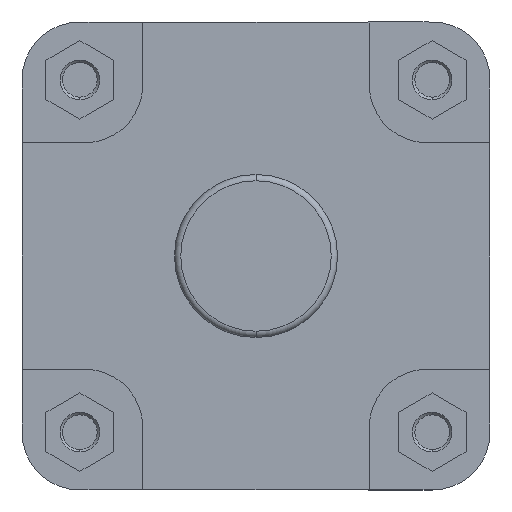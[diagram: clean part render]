
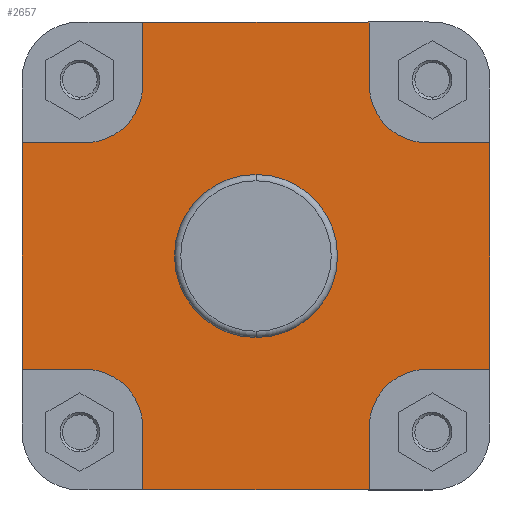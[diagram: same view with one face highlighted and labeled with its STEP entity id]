
A CAD part, left-side view. The second image highlights one B-rep face of the part: STEP entity #2657.
In plain terms, the highlighted planar face has unit normal (-1, 0, 0).
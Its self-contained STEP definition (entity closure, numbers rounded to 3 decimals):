
#1193 = FACE_OUTER_BOUND ( 'NONE', #2555, .T. ) ;
#1200 = FACE_BOUND ( 'NONE', #2494, .T. ) ;
#2185 = CIRCLE ( 'NONE', #6150, 32.4 ) ;
#2218 = LINE ( 'NONE', #4307, #2223 ) ;
#2219 = LINE ( 'NONE', #4305, #2222 ) ;
#2221 = CIRCLE ( 'NONE', #6159, 23. ) ;
#2222 = VECTOR ( 'NONE', #4308, 1000. ) ;
#2223 = VECTOR ( 'NONE', #4310, 1000. ) ;
#2229 = CIRCLE ( 'NONE', #6157, 23. ) ;
#2246 = VECTOR ( 'NONE', #4346, 1000. ) ;
#2252 = LINE ( 'NONE', #4338, #2246 ) ;
#2253 = CIRCLE ( 'NONE', #6163, 23. ) ;
#2258 = LINE ( 'NONE', #4353, #2259 ) ;
#2259 = VECTOR ( 'NONE', #4354, 1000. ) ;
#2260 = LINE ( 'NONE', #4355, #2261 ) ;
#2261 = VECTOR ( 'NONE', #4356, 1000. ) ;
#2284 = LINE ( 'NONE', #4389, #2285 ) ;
#2285 = VECTOR ( 'NONE', #4390, 1000. ) ;
#2323 = VECTOR ( 'NONE', #4459, 1000. ) ;
#2325 = LINE ( 'NONE', #4458, #2323 ) ;
#2371 = CIRCLE ( 'NONE', #6183, 23. ) ;
#2399 = LINE ( 'NONE', #4539, #2400 ) ;
#2400 = VECTOR ( 'NONE', #4540, 1000. ) ;
#2419 = LINE ( 'NONE', #4559, #2420 ) ;
#2420 = VECTOR ( 'NONE', #4560, 1000. ) ;
#2429 = CIRCLE ( 'NONE', #6186, 32.4 ) ;
#2430 = LINE ( 'NONE', #4572, #2431 ) ;
#2431 = VECTOR ( 'NONE', #4573, 1000. ) ;
#2440 = LINE ( 'NONE', #4585, #2441 ) ;
#2441 = VECTOR ( 'NONE', #4586, 1000. ) ;
#2459 = LINE ( 'NONE', #4614, #2460 ) ;
#2460 = VECTOR ( 'NONE', #4615, 1000. ) ;
#2494 = EDGE_LOOP ( 'NONE', ( #5182, #5147 ) ) ;
#2555 = EDGE_LOOP ( 'NONE', ( #5146, #5134, #5131, #5177, #5178, #5174, #5173, #5155, #5136, #5129, #5179, #5156, #5153, #5159, #5158, #5157 ) ) ;
#2657 = ADVANCED_FACE ( 'NONE', ( #1200, #1193 ), #6865, .F. ) ;
#4256 = CARTESIAN_POINT ( 'NONE',  ( 55., 0., 0. ) ) ;
#4258 = DIRECTION ( 'NONE',  ( -1., 0., 0. ) ) ;
#4259 = DIRECTION ( 'NONE',  ( 0., 0., 1. ) ) ;
#4302 = CARTESIAN_POINT ( 'NONE',  ( 55., -68., -68. ) ) ;
#4303 = DIRECTION ( 'NONE',  ( -1., 0., 0. ) ) ;
#4304 = DIRECTION ( 'NONE',  ( 0., 0., -1. ) ) ;
#4305 = CARTESIAN_POINT ( 'NONE',  ( 55., -45., -68. ) ) ;
#4307 = CARTESIAN_POINT ( 'NONE',  ( 55., -204.741, -93. ) ) ;
#4308 = DIRECTION ( 'NONE',  ( 0., 0., -1. ) ) ;
#4310 = DIRECTION ( 'NONE',  ( 0., -1., 0. ) ) ;
#4313 = CARTESIAN_POINT ( 'NONE',  ( 55., 68., 68. ) ) ;
#4314 = DIRECTION ( 'NONE',  ( -1., 0., 0. ) ) ;
#4315 = DIRECTION ( 'NONE',  ( 0., 0., -1. ) ) ;
#4338 = CARTESIAN_POINT ( 'NONE',  ( 55., 93., 0. ) ) ;
#4341 = CARTESIAN_POINT ( 'NONE',  ( 55., -68., 68. ) ) ;
#4343 = DIRECTION ( 'NONE',  ( -1., 0., 0. ) ) ;
#4344 = DIRECTION ( 'NONE',  ( 0., 0., -1. ) ) ;
#4346 = DIRECTION ( 'NONE',  ( 0., 0., 1. ) ) ;
#4353 = CARTESIAN_POINT ( 'NONE',  ( 55., -93., 0. ) ) ;
#4354 = DIRECTION ( 'NONE',  ( 0., 0., 1. ) ) ;
#4355 = CARTESIAN_POINT ( 'NONE',  ( 55., 45., -93. ) ) ;
#4356 = DIRECTION ( 'NONE',  ( 0., 0., 1. ) ) ;
#4389 = CARTESIAN_POINT ( 'NONE',  ( 55., 93., 45. ) ) ;
#4390 = DIRECTION ( 'NONE',  ( 0., -1., 0. ) ) ;
#4458 = CARTESIAN_POINT ( 'NONE',  ( 55., -68., 45. ) ) ;
#4459 = DIRECTION ( 'NONE',  ( 0., -1., 0. ) ) ;
#4501 = CARTESIAN_POINT ( 'NONE',  ( 55., 68., -68. ) ) ;
#4505 = DIRECTION ( 'NONE',  ( -1., 0., 0. ) ) ;
#4506 = DIRECTION ( 'NONE',  ( 0., 0., -1. ) ) ;
#4531 = CARTESIAN_POINT ( 'NONE',  ( 55., 0., 0. ) ) ;
#4539 = CARTESIAN_POINT ( 'NONE',  ( 55., -204.741, 93. ) ) ;
#4540 = DIRECTION ( 'NONE',  ( 0., -1., 0. ) ) ;
#4559 = CARTESIAN_POINT ( 'NONE',  ( 55., -45., 93. ) ) ;
#4560 = DIRECTION ( 'NONE',  ( 0., 0., -1. ) ) ;
#4567 = DIRECTION ( 'NONE',  ( -1., 0., 0. ) ) ;
#4568 = DIRECTION ( 'NONE',  ( 0., 0., 1. ) ) ;
#4572 = CARTESIAN_POINT ( 'NONE',  ( 55., 45., 68. ) ) ;
#4573 = DIRECTION ( 'NONE',  ( 0., 0., 1. ) ) ;
#4585 = CARTESIAN_POINT ( 'NONE',  ( 55., -93., -45. ) ) ;
#4586 = DIRECTION ( 'NONE',  ( 0., 1., 0. ) ) ;
#4614 = CARTESIAN_POINT ( 'NONE',  ( 55., 68., -45. ) ) ;
#4615 = DIRECTION ( 'NONE',  ( 0., 1., 0. ) ) ;
#4679 = CARTESIAN_POINT ( 'NONE',  ( 55., 0., 32.4 ) ) ;
#4682 = CARTESIAN_POINT ( 'NONE',  ( 55., 0., -32.4 ) ) ;
#4693 = CARTESIAN_POINT ( 'NONE',  ( 55., 45., -93. ) ) ;
#4698 = CARTESIAN_POINT ( 'NONE',  ( 55., -93., -45. ) ) ;
#4700 = CARTESIAN_POINT ( 'NONE',  ( 55., -93., 45. ) ) ;
#4705 = CARTESIAN_POINT ( 'NONE',  ( 55., 93., -45. ) ) ;
#4709 = CARTESIAN_POINT ( 'NONE',  ( 55., -45., 68. ) ) ;
#4712 = CARTESIAN_POINT ( 'NONE',  ( 55., -68., 45. ) ) ;
#4726 = CARTESIAN_POINT ( 'NONE',  ( 55., 68., 45. ) ) ;
#4731 = CARTESIAN_POINT ( 'NONE',  ( 55., -45., 93. ) ) ;
#4734 = CARTESIAN_POINT ( 'NONE',  ( 55., 45., 93. ) ) ;
#4737 = CARTESIAN_POINT ( 'NONE',  ( 55., 68., -45. ) ) ;
#4744 = CARTESIAN_POINT ( 'NONE',  ( 55., 93., 45. ) ) ;
#4745 = CARTESIAN_POINT ( 'NONE',  ( 55., -68., -45. ) ) ;
#4747 = CARTESIAN_POINT ( 'NONE',  ( 55., 45., 68. ) ) ;
#4773 = CARTESIAN_POINT ( 'NONE',  ( 55., 45., -68. ) ) ;
#4785 = CARTESIAN_POINT ( 'NONE',  ( 55., -45., -93. ) ) ;
#4789 = CARTESIAN_POINT ( 'NONE',  ( 55., -45., -68. ) ) ;
#5129 = ORIENTED_EDGE ( 'NONE', *, *, #5711, .F. ) ;
#5131 = ORIENTED_EDGE ( 'NONE', *, *, #5591, .F. ) ;
#5134 = ORIENTED_EDGE ( 'NONE', *, *, #5593, .F. ) ;
#5136 = ORIENTED_EDGE ( 'NONE', *, *, #5695, .F. ) ;
#5146 = ORIENTED_EDGE ( 'NONE', *, *, #5594, .T. ) ;
#5147 = ORIENTED_EDGE ( 'NONE', *, *, #5709, .F. ) ;
#5153 = ORIENTED_EDGE ( 'NONE', *, *, #5610, .F. ) ;
#5155 = ORIENTED_EDGE ( 'NONE', *, *, #5705, .F. ) ;
#5156 = ORIENTED_EDGE ( 'NONE', *, *, #5629, .F. ) ;
#5157 = ORIENTED_EDGE ( 'NONE', *, *, #5615, .F. ) ;
#5158 = ORIENTED_EDGE ( 'NONE', *, *, #5679, .F. ) ;
#5159 = ORIENTED_EDGE ( 'NONE', *, *, #5729, .F. ) ;
#5173 = ORIENTED_EDGE ( 'NONE', *, *, #5609, .F. ) ;
#5174 = ORIENTED_EDGE ( 'NONE', *, *, #5658, .F. ) ;
#5177 = ORIENTED_EDGE ( 'NONE', *, *, #5717, .F. ) ;
#5178 = ORIENTED_EDGE ( 'NONE', *, *, #5614, .T. ) ;
#5179 = ORIENTED_EDGE ( 'NONE', *, *, #5596, .F. ) ;
#5182 = ORIENTED_EDGE ( 'NONE', *, *, #5571, .F. ) ;
#5571 = EDGE_CURVE ( 'NONE', #7126, #7130, #2185, .T. ) ;
#5591 = EDGE_CURVE ( 'NONE', #7193, #7237, #2221, .T. ) ;
#5593 = EDGE_CURVE ( 'NONE', #7237, #7233, #2219, .T. ) ;
#5594 = EDGE_CURVE ( 'NONE', #7141, #7233, #2218, .T. ) ;
#5596 = EDGE_CURVE ( 'NONE', #7174, #7195, #2229, .T. ) ;
#5609 = EDGE_CURVE ( 'NONE', #7157, #7160, #2253, .T. ) ;
#5610 = EDGE_CURVE ( 'NONE', #7153, #7192, #2252, .T. ) ;
#5614 = EDGE_CURVE ( 'NONE', #7146, #7148, #2258, .T. ) ;
#5615 = EDGE_CURVE ( 'NONE', #7141, #7221, #2260, .T. ) ;
#5629 = EDGE_CURVE ( 'NONE', #7192, #7174, #2284, .T. ) ;
#5658 = EDGE_CURVE ( 'NONE', #7160, #7148, #2325, .T. ) ;
#5679 = EDGE_CURVE ( 'NONE', #7221, #7185, #2371, .T. ) ;
#5695 = EDGE_CURVE ( 'NONE', #7182, #7179, #2399, .T. ) ;
#5705 = EDGE_CURVE ( 'NONE', #7179, #7157, #2419, .T. ) ;
#5709 = EDGE_CURVE ( 'NONE', #7130, #7126, #2429, .T. ) ;
#5711 = EDGE_CURVE ( 'NONE', #7195, #7182, #2430, .T. ) ;
#5717 = EDGE_CURVE ( 'NONE', #7146, #7193, #2440, .T. ) ;
#5729 = EDGE_CURVE ( 'NONE', #7185, #7153, #2459, .T. ) ;
#5790 = AXIS2_PLACEMENT_3D ( 'NONE', #6882, #6864, #6863 ) ;
#6150 = AXIS2_PLACEMENT_3D ( 'NONE', #4256, #4258, #4259 ) ;
#6157 = AXIS2_PLACEMENT_3D ( 'NONE', #4313, #4314, #4315 ) ;
#6159 = AXIS2_PLACEMENT_3D ( 'NONE', #4302, #4303, #4304 ) ;
#6163 = AXIS2_PLACEMENT_3D ( 'NONE', #4341, #4343, #4344 ) ;
#6183 = AXIS2_PLACEMENT_3D ( 'NONE', #4501, #4505, #4506 ) ;
#6186 = AXIS2_PLACEMENT_3D ( 'NONE', #4531, #4567, #4568 ) ;
#6863 = DIRECTION ( 'NONE',  ( 0., 0., -1. ) ) ;
#6864 = DIRECTION ( 'NONE',  ( 1., 0., 0. ) ) ;
#6865 = PLANE ( 'NONE',  #5790 ) ;
#6882 = CARTESIAN_POINT ( 'NONE',  ( 55., 32.4, 0. ) ) ;
#7126 = VERTEX_POINT ( 'NONE', #4679 ) ;
#7130 = VERTEX_POINT ( 'NONE', #4682 ) ;
#7141 = VERTEX_POINT ( 'NONE', #4693 ) ;
#7146 = VERTEX_POINT ( 'NONE', #4698 ) ;
#7148 = VERTEX_POINT ( 'NONE', #4700 ) ;
#7153 = VERTEX_POINT ( 'NONE', #4705 ) ;
#7157 = VERTEX_POINT ( 'NONE', #4709 ) ;
#7160 = VERTEX_POINT ( 'NONE', #4712 ) ;
#7174 = VERTEX_POINT ( 'NONE', #4726 ) ;
#7179 = VERTEX_POINT ( 'NONE', #4731 ) ;
#7182 = VERTEX_POINT ( 'NONE', #4734 ) ;
#7185 = VERTEX_POINT ( 'NONE', #4737 ) ;
#7192 = VERTEX_POINT ( 'NONE', #4744 ) ;
#7193 = VERTEX_POINT ( 'NONE', #4745 ) ;
#7195 = VERTEX_POINT ( 'NONE', #4747 ) ;
#7221 = VERTEX_POINT ( 'NONE', #4773 ) ;
#7233 = VERTEX_POINT ( 'NONE', #4785 ) ;
#7237 = VERTEX_POINT ( 'NONE', #4789 ) ;
